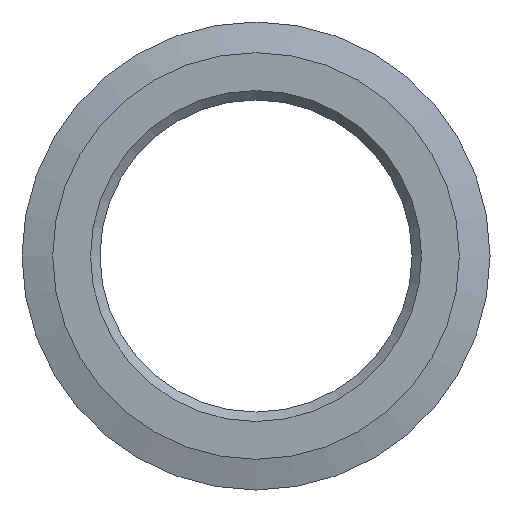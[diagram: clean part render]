
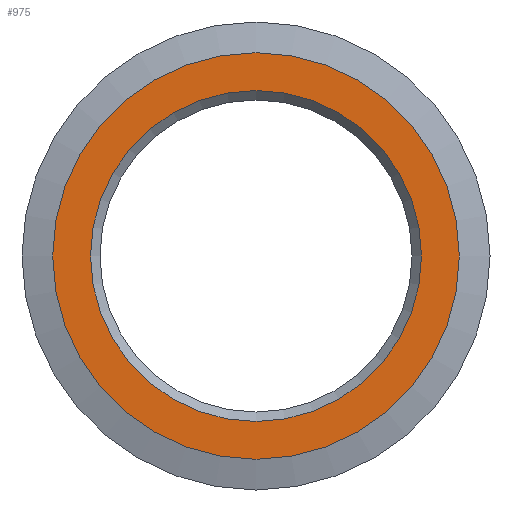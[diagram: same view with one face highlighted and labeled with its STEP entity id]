
A CAD part, left-side view. The second image highlights one B-rep face of the part: STEP entity #975.
In plain terms, the highlighted planar face has unit normal (-1, 0, 0).
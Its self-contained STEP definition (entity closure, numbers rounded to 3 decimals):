
#19=FACE_BOUND('',#121,.T.);
#32=PLANE('',#1061);
#68=FACE_OUTER_BOUND('',#120,.T.);
#120=EDGE_LOOP('',(#642,#643));
#121=EDGE_LOOP('',(#644));
#257=CIRCLE('',#1056,17.5);
#261=CIRCLE('',#1062,21.5);
#262=CIRCLE('',#1063,21.5);
#368=VERTEX_POINT('',#1596);
#372=VERTEX_POINT('',#1608);
#373=VERTEX_POINT('',#1609);
#478=EDGE_CURVE('',#368,#368,#257,.T.);
#484=EDGE_CURVE('',#372,#373,#261,.T.);
#485=EDGE_CURVE('',#373,#372,#262,.T.);
#642=ORIENTED_EDGE('',*,*,#484,.T.);
#643=ORIENTED_EDGE('',*,*,#485,.T.);
#644=ORIENTED_EDGE('',*,*,#478,.F.);
#975=ADVANCED_FACE('',(#68,#19),#32,.T.);
#1056=AXIS2_PLACEMENT_3D('',#1597,#1240,#1241);
#1061=AXIS2_PLACEMENT_3D('',#1607,#1252,#1253);
#1062=AXIS2_PLACEMENT_3D('',#1610,#1254,#1255);
#1063=AXIS2_PLACEMENT_3D('',#1611,#1256,#1257);
#1240=DIRECTION('center_axis',(-1.,0.,0.));
#1241=DIRECTION('ref_axis',(0.,0.,-1.));
#1252=DIRECTION('center_axis',(-1.,0.,0.));
#1253=DIRECTION('ref_axis',(0.,0.,1.));
#1254=DIRECTION('center_axis',(-1.,0.,0.));
#1255=DIRECTION('ref_axis',(0.,1.,0.));
#1256=DIRECTION('center_axis',(-1.,0.,0.));
#1257=DIRECTION('ref_axis',(0.,1.,0.));
#1596=CARTESIAN_POINT('',(0.,0.,17.5));
#1597=CARTESIAN_POINT('Origin',(0.,0.,0.));
#1607=CARTESIAN_POINT('Origin',(0.,0.,0.));
#1608=CARTESIAN_POINT('',(0.,21.5,0.));
#1609=CARTESIAN_POINT('',(0.,-21.5,0.));
#1610=CARTESIAN_POINT('Origin',(0.,0.,0.));
#1611=CARTESIAN_POINT('Origin',(0.,0.,0.));
